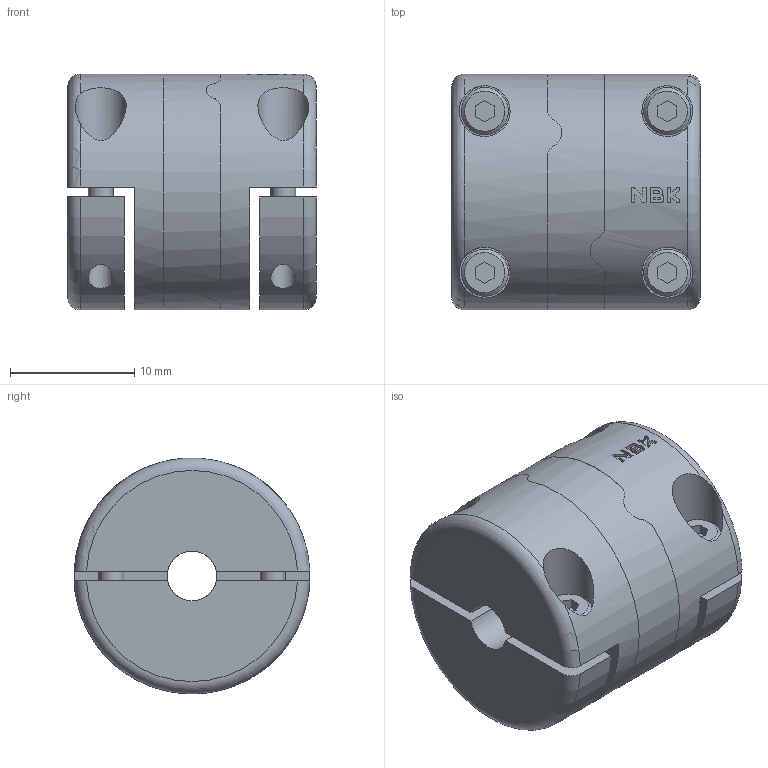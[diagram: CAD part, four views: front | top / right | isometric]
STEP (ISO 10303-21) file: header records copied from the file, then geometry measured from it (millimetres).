
FILE_DESCRIPTION(/* description */ ('STEP AP214'),/* implementation_level */ '2;1');
FILE_NAME(/* name */ 'XGS-19C-4-5',/* time_stamp */ '2024-06-05T11:20:54+02:00',/* author */ ('License CC BY-ND 4.0'),/* organization */ ('CADENAS'),/* preprocessor_version */ 'ST-DEVELOPER v19.3',/* originating_system */ 'PARTsolutions',/* authorisation */ ' ');
FILE_SCHEMA (('AUTOMOTIVE_DESIGN {1 0 10303 214 3 1 1}'));
Length unit declared in the file: millimetre
Products named in the file (4): XGS-19C-4-5; XGS-19C - 4-5 - Hub 1; XGS-19C - 4-5 - Anti-Vibration Rubber; XGS-19C - 4-5 - Hub 2
Assembly tree (3 placements, depth 2):
  XGS-19C-4-5
    XGS-19C - 4-5 - Hub 1
    XGS-19C - 4-5 - Anti-Vibration Rubber
    XGS-19C - 4-5 - Hub 2
Bounding box: 20 x 19 x 19 mm (x, y, z)
Volume: 4731.5 mm3; surface area: 4268.5 mm2
Topology: 3 solids, 3 shells, 163 faces, 399 edges, 265 vertices
Faces by surface type: plane 111, cylinder 44, torus 4, cone 4
Full cylindrical faces by diameter (mm): 2 x8, 2.5 x4, 3.8 x4, 4 x1, 4.1 x4, 5 x1, 6 x1, 19 x3
Entity records: 4820 total; most frequent: CARTESIAN_POINT 1009, DIRECTION 768, ORIENTED_EDGE 712, EDGE_CURVE 356, AXIS2_PLACEMENT_3D 281, VERTEX_POINT 252, EDGE_LOOP 226, FACE_BOUND 226
